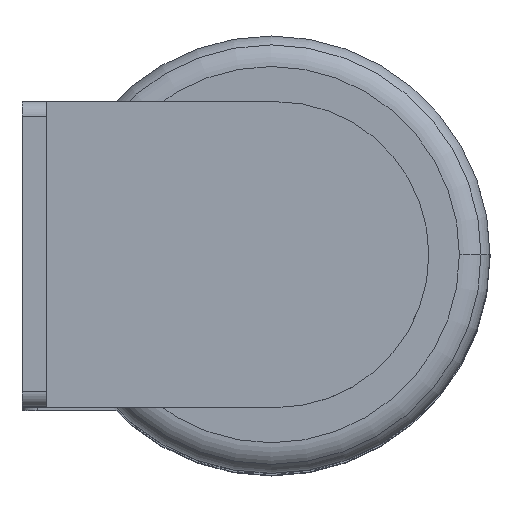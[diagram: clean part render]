
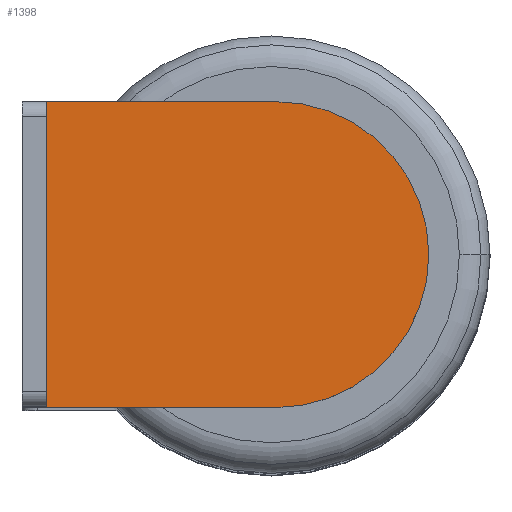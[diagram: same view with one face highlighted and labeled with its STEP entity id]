
A CAD part, top view. The second image highlights one B-rep face of the part: STEP entity #1398.
In plain terms, the highlighted planar face has unit normal (0, 0, 1).
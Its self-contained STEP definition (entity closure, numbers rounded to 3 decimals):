
#750=DIRECTION('',(0.,-1.,0.));
#751=VECTOR('',#750,10.);
#752=CARTESIAN_POINT('',(-7.35,5.,11.8));
#753=LINE('',#752,#751);
#875=DIRECTION('',(1.,0.,0.));
#876=VECTOR('',#875,7.5);
#877=CARTESIAN_POINT('',(-7.35,-5.,11.8));
#878=LINE('',#877,#876);
#938=DIRECTION('',(1.,0.,0.));
#939=VECTOR('',#938,7.5);
#940=CARTESIAN_POINT('',(-7.35,5.,11.8));
#941=LINE('',#940,#939);
#945=CARTESIAN_POINT('',(0.15,0.,11.8));
#946=DIRECTION('',(0.,0.,-1.));
#947=DIRECTION('',(0.,1.,0.));
#948=AXIS2_PLACEMENT_3D('',#945,#946,#947);
#953=CARTESIAN_POINT('',(0.15,0.,11.8));
#954=DIRECTION('',(0.,0.,-1.));
#955=DIRECTION('',(1.,0.,0.));
#956=AXIS2_PLACEMENT_3D('',#953,#954,#955);
#1045=CARTESIAN_POINT('',(-7.35,5.,11.8));
#1046=VERTEX_POINT('',#1045);
#1047=CARTESIAN_POINT('',(-7.35,-5.,11.8));
#1048=VERTEX_POINT('',#1047);
#1063=CARTESIAN_POINT('',(0.15,5.,11.8));
#1064=VERTEX_POINT('',#1063);
#1069=CARTESIAN_POINT('',(0.15,-5.,11.8));
#1070=VERTEX_POINT('',#1069);
#1073=CARTESIAN_POINT('',(5.15,0.,11.8));
#1074=VERTEX_POINT('',#1073);
#1384=CARTESIAN_POINT('',(-3.15,0.,11.8));
#1385=DIRECTION('',(0.,0.,1.));
#1386=DIRECTION('',(1.,0.,0.));
#1387=AXIS2_PLACEMENT_3D('',#1384,#1385,#1386);
#1388=PLANE('',#1387);
#1389=ORIENTED_EDGE('',*,*,#1257,.T.);
#1391=ORIENTED_EDGE('',*,*,#1390,.T.);
#1393=ORIENTED_EDGE('',*,*,#1392,.T.);
#1394=ORIENTED_EDGE('',*,*,#1307,.F.);
#1395=ORIENTED_EDGE('',*,*,#1179,.F.);
#1396=EDGE_LOOP('',(#1389,#1391,#1393,#1394,#1395));
#1397=FACE_OUTER_BOUND('',#1396,.F.);
#949=CIRCLE('',#948,5.);
#957=CIRCLE('',#956,5.);
#1179=EDGE_CURVE('',#1046,#1048,#753,.T.);
#1257=EDGE_CURVE('',#1046,#1064,#941,.T.);
#1307=EDGE_CURVE('',#1048,#1070,#878,.T.);
#1390=EDGE_CURVE('',#1064,#1074,#949,.T.);
#1392=EDGE_CURVE('',#1074,#1070,#957,.T.);
#1398=ADVANCED_FACE('',(#1397),#1388,.T.);
